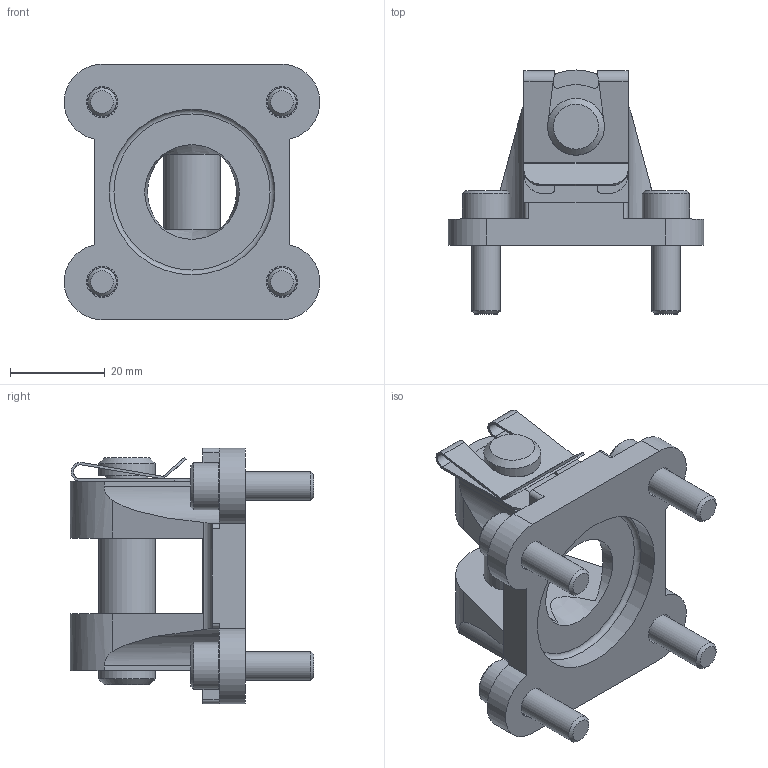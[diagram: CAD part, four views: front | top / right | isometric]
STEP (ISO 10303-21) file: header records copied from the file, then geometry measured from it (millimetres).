
FILE_DESCRIPTION(/* description */ ('STEP AP214'),/* implementation_level */ '2;1');
FILE_NAME(/* name */ '174384_SNC-40',/* time_stamp */ '2024-09-12T09:22:02+02:00',/* author */ ('License CC BY-ND 4.0'),/* organization */ ('CADENAS'),/* preprocessor_version */ 'ST-DEVELOPER v19.3',/* originating_system */ 'PARTsolutions',/* authorisation */ ' ');
FILE_SCHEMA (('AUTOMOTIVE_DESIGN {1 0 10303 214 3 1 1}'));
Length unit declared in the file: millimetre
Products named in the file (5): 174384 SNC-40; 174384 SNC-40---(F); 373496 BO- 12-038,0-DA; 209821 12 SXN 08 VERZINKT:SL; DIN-912 - M6x20(F)
Assembly tree (7 placements, depth 2):
  174384 SNC-40
    174384 SNC-40---(F)
    373496 BO- 12-038,0-DA
    209821 12 SXN 08 VERZINKT:SL
    DIN-912 - M6x20(F)  x4
Bounding box: 54 x 51.5 x 54 mm (x, y, z)
Volume: 34586.7 mm3; surface area: 18049.1 mm2
Topology: 7 solids, 7 shells, 220 faces, 514 edges, 313 vertices
Faces by surface type: plane 113, cylinder 59, cone 47, torus 1
Full cylindrical faces by diameter (mm): 4 x1, 6 x4, 6.6 x4, 9 x1, 10 x4, 12 x4, 35 x1
Entity records: 4273 total; most frequent: CARTESIAN_POINT 801, DIRECTION 722, ORIENTED_EDGE 654, EDGE_CURVE 327, AXIS2_PLACEMENT_3D 270, VERTEX_POINT 224, LINE 182, VECTOR 182
